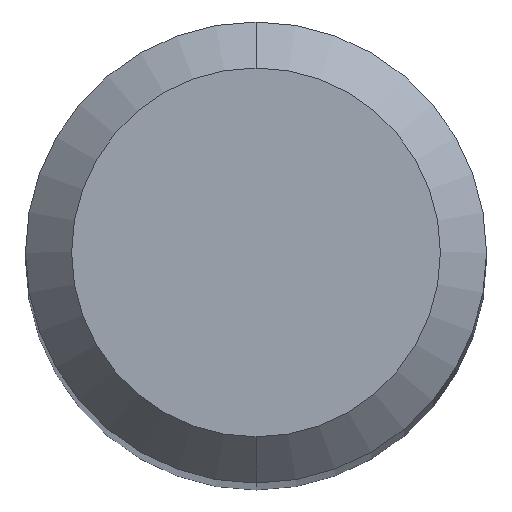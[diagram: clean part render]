
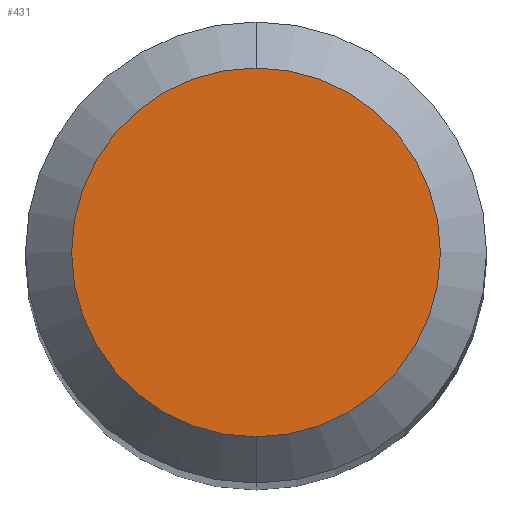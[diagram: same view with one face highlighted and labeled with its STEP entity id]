
A CAD part, top view. The second image highlights one B-rep face of the part: STEP entity #431.
In plain terms, the highlighted planar face has unit normal (0, 0, 1).
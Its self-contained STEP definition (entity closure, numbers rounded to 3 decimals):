
#197=EDGE_CURVE('',#201,#277,#491,.T.);
#201=VERTEX_POINT('',#495);
#261=EDGE_CURVE('',#277,#201,#558,.T.);
#277=VERTEX_POINT('',#575);
#431=ADVANCED_FACE('',(#749),#750,.T.);
#491=CIRCLE('',#813,1.2);
#495=CARTESIAN_POINT('',(0.,-1.2,0.0));
#558=CIRCLE('',#931,1.2);
#575=CARTESIAN_POINT('',(0.0,1.2,0.0));
#749=FACE_OUTER_BOUND('',#1368,.T.);
#750=PLANE('',#1369);
#813=AXIS2_PLACEMENT_3D('',#1413,#1414,#1415);
#931=AXIS2_PLACEMENT_3D('',#1461,#1462,#1463);
#1368=EDGE_LOOP('',(#1710,#1711));
#1369=AXIS2_PLACEMENT_3D('',#1712,#1713,#1714);
#1413=CARTESIAN_POINT('',(0.0,0.0,0.0));
#1414=DIRECTION('',(0.0,0.0,-1.0));
#1415=DIRECTION('',(0.0,1.0,0.0));
#1461=CARTESIAN_POINT('',(0.0,0.0,0.0));
#1462=DIRECTION('',(0.0,0.0,-1.0));
#1463=DIRECTION('',(0.0,1.0,0.0));
#1710=ORIENTED_EDGE('',*,*,#261,.F.);
#1711=ORIENTED_EDGE('',*,*,#197,.F.);
#1712=CARTESIAN_POINT('',(0.0,0.6,0.0));
#1713=DIRECTION('',(-0.0,0.0,1.0));
#1714=DIRECTION('',(0.0,-1.0,0.0));
